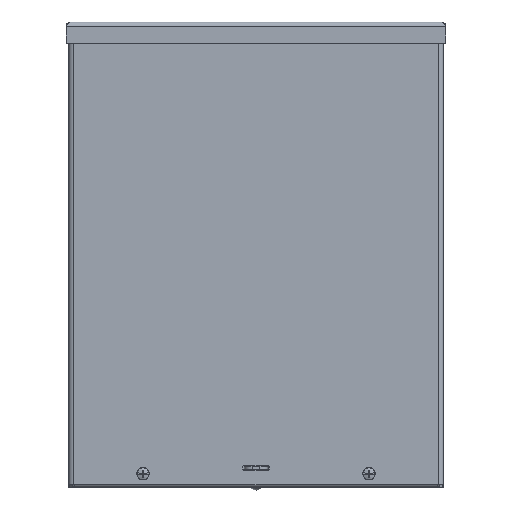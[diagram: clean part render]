
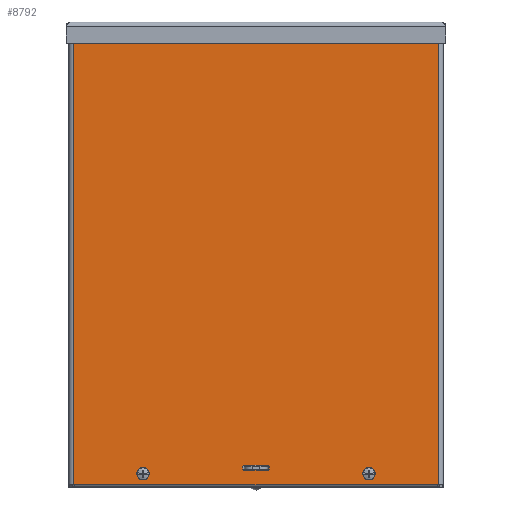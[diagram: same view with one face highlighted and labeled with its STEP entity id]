
A CAD part, top view. The second image highlights one B-rep face of the part: STEP entity #8792.
In plain terms, the highlighted planar face has unit normal (0, 0, 1).
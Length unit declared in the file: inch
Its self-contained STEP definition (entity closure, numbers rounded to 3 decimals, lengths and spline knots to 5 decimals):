
#18 = CARTESIAN_POINT ( 'NONE',  ( -0.39063, -6.94613, 2.19362 ) ) ;
#164 = CIRCLE ( 'NONE', #17966, 0.03125 ) ;
#381 = LINE ( 'NONE', #18551, #5343 ) ;
#680 = ORIENTED_EDGE ( 'NONE', *, *, #11941, .T. ) ;
#708 = VECTOR ( 'NONE', #7475, 39.37008 ) ;
#818 = LINE ( 'NONE', #868, #15714 ) ;
#850 = EDGE_CURVE ( 'NONE', #18532, #14642, #1765, .T. ) ;
#868 = CARTESIAN_POINT ( 'NONE',  ( 6.059, 7.45313, 2.19362 ) ) ;
#952 = EDGE_CURVE ( 'NONE', #9418, #4171, #16197, .T. ) ;
#1072 = VECTOR ( 'NONE', #9982, 39.37008 ) ;
#1078 = VECTOR ( 'NONE', #3967, 39.37008 ) ;
#1159 = ORIENTED_EDGE ( 'NONE', *, *, #6795, .T. ) ;
#1563 = DIRECTION ( 'NONE',  ( 0., 0., 1. ) ) ;
#1712 = FACE_BOUND ( 'NONE', #10015, .T. ) ;
#1765 = CIRCLE ( 'NONE', #15957, 0.03125 ) ;
#1916 = VECTOR ( 'NONE', #17257, 39.37008 ) ;
#1992 = CARTESIAN_POINT ( 'NONE',  ( -3.53125, -7.0625, 2.19362 ) ) ;
#2018 = LINE ( 'NONE', #18676, #1072 ) ;
#2186 = CARTESIAN_POINT ( 'NONE',  ( -3.65625, -7.0625, 2.19362 ) ) ;
#2257 = CARTESIAN_POINT ( 'NONE',  ( -3.65625, 7.09375, 2.19362 ) ) ;
#2291 = VECTOR ( 'NONE', #15105, 39.37008 ) ;
#2475 = EDGE_CURVE ( 'NONE', #10008, #3283, #8390, .T. ) ;
#2545 = ORIENTED_EDGE ( 'NONE', *, *, #2475, .T. ) ;
#2560 = CIRCLE ( 'NONE', #3849, 0.125 ) ;
#2568 = CARTESIAN_POINT ( 'NONE',  ( 3.65625, 7.09375, 2.19362 ) ) ;
#2699 = VERTEX_POINT ( 'NONE', #3729 ) ;
#2777 = ORIENTED_EDGE ( 'NONE', *, *, #8030, .T. ) ;
#3283 = VERTEX_POINT ( 'NONE', #7822 ) ;
#3729 = CARTESIAN_POINT ( 'NONE',  ( 0.42188, -6.91488, 2.19362 ) ) ;
#3735 = EDGE_CURVE ( 'NONE', #12708, #12708, #6052, .T. ) ;
#3752 = CIRCLE ( 'NONE', #15775, 0.03125 ) ;
#3825 = EDGE_CURVE ( 'NONE', #18532, #4171, #381, .T. ) ;
#3849 = AXIS2_PLACEMENT_3D ( 'NONE', #2568, #17130, #7118 ) ;
#3959 = CARTESIAN_POINT ( 'NONE',  ( -0.39063, -6.82113, 2.19362 ) ) ;
#3967 = DIRECTION ( 'NONE',  ( 0., 1., 0. ) ) ;
#4171 = VERTEX_POINT ( 'NONE', #13229 ) ;
#4475 = CARTESIAN_POINT ( 'NONE',  ( -6.059, -7.42188, 2.19362 ) ) ;
#4715 = EDGE_CURVE ( 'NONE', #13172, #10754, #5751, .T. ) ;
#4731 = LINE ( 'NONE', #6771, #1078 ) ;
#5051 = CARTESIAN_POINT ( 'NONE',  ( 0.42188, -3.38713, 2.19362 ) ) ;
#5107 = AXIS2_PLACEMENT_3D ( 'NONE', #14902, #13463, #6316 ) ;
#5263 = DIRECTION ( 'NONE',  ( 0., 0., -1. ) ) ;
#5268 = VERTEX_POINT ( 'NONE', #10477 ) ;
#5326 = FACE_BOUND ( 'NONE', #6461, .T. ) ;
#5343 = VECTOR ( 'NONE', #11300, 39.37008 ) ;
#5513 = CARTESIAN_POINT ( 'NONE',  ( -5.90625, -7.42188, 2.19362 ) ) ;
#5728 = CARTESIAN_POINT ( 'NONE',  ( 0.21094, -6.94613, 2.19362 ) ) ;
#5734 = CARTESIAN_POINT ( 'NONE',  ( 0.39063, -6.82113, 2.19362 ) ) ;
#5745 = EDGE_CURVE ( 'NONE', #14126, #14642, #4731, .T. ) ;
#5751 = LINE ( 'NONE', #5728, #1916 ) ;
#5833 = LINE ( 'NONE', #4475, #8736 ) ;
#5920 = DIRECTION ( 'NONE',  ( 0.707, -0.707, 0. ) ) ;
#5966 = EDGE_CURVE ( 'NONE', #14126, #10754, #164, .T. ) ;
#6052 = CIRCLE ( 'NONE', #17919, 0.125 ) ;
#6316 = DIRECTION ( 'NONE',  ( 1., 0., 0. ) ) ;
#6461 = EDGE_LOOP ( 'NONE', ( #1159 ) ) ;
#6672 = DIRECTION ( 'NONE',  ( 1., 0., 0. ) ) ;
#6750 = CARTESIAN_POINT ( 'NONE',  ( 0.39062, -6.94613, 2.19362 ) ) ;
#6771 = CARTESIAN_POINT ( 'NONE',  ( -0.42188, -3.46525, 2.19362 ) ) ;
#6795 = EDGE_CURVE ( 'NONE', #12936, #12936, #2560, .T. ) ;
#6889 = DIRECTION ( 'NONE',  ( 1., 0., 0. ) ) ;
#7036 = ORIENTED_EDGE ( 'NONE', *, *, #8642, .T. ) ;
#7118 = DIRECTION ( 'NONE',  ( 1., 0., 0. ) ) ;
#7475 = DIRECTION ( 'NONE',  ( 0., 1., 0. ) ) ;
#7530 = ORIENTED_EDGE ( 'NONE', *, *, #10558, .T. ) ;
#7575 = ORIENTED_EDGE ( 'NONE', *, *, #3735, .T. ) ;
#7822 = CARTESIAN_POINT ( 'NONE',  ( 5.90625, 7.45312, 2.19362 ) ) ;
#8008 = ORIENTED_EDGE ( 'NONE', *, *, #12735, .T. ) ;
#8030 = EDGE_CURVE ( 'NONE', #5268, #5268, #14118, .T. ) ;
#8075 = DIRECTION ( 'NONE',  ( -0.707, 0.707, 0. ) ) ;
#8390 = LINE ( 'NONE', #16094, #708 ) ;
#8642 = EDGE_CURVE ( 'NONE', #3283, #9277, #818, .T. ) ;
#8736 = VECTOR ( 'NONE', #14529, 39.37008 ) ;
#8792 = ADVANCED_FACE ( 'NONE', ( #17519, #12747, #17049, #1712, #17744, #5326 ), #11268, .F. ) ;
#9063 = ORIENTED_EDGE ( 'NONE', *, *, #13443, .T. ) ;
#9254 = LINE ( 'NONE', #5051, #2291 ) ;
#9277 = VERTEX_POINT ( 'NONE', #11425 ) ;
#9418 = VERTEX_POINT ( 'NONE', #13302 ) ;
#9511 = CARTESIAN_POINT ( 'NONE',  ( 5.90625, -7.42188, 2.19362 ) ) ;
#9563 = DIRECTION ( 'NONE',  ( -1., 0., 0. ) ) ;
#9982 = DIRECTION ( 'NONE',  ( 0., -1., 0. ) ) ;
#10008 = VERTEX_POINT ( 'NONE', #9511 ) ;
#10015 = EDGE_LOOP ( 'NONE', ( #680, #11689, #17019, #16029, #11572, #14348, #12272, #12915 ) ) ;
#10113 = EDGE_LOOP ( 'NONE', ( #2777 ) ) ;
#10477 = CARTESIAN_POINT ( 'NONE',  ( 3.78125, -7.0625, 2.19362 ) ) ;
#10558 = EDGE_CURVE ( 'NONE', #12651, #10008, #5833, .T. ) ;
#10733 = CIRCLE ( 'NONE', #11491, 0.125 ) ;
#10754 = VERTEX_POINT ( 'NONE', #18 ) ;
#11268 = PLANE ( 'NONE',  #16720 ) ;
#11300 = DIRECTION ( 'NONE',  ( 1., 0., 0. ) ) ;
#11425 = CARTESIAN_POINT ( 'NONE',  ( -5.90625, 7.45312, 2.19362 ) ) ;
#11491 = AXIS2_PLACEMENT_3D ( 'NONE', #2186, #5263, #18067 ) ;
#11572 = ORIENTED_EDGE ( 'NONE', *, *, #5745, .T. ) ;
#11689 = ORIENTED_EDGE ( 'NONE', *, *, #15187, .F. ) ;
#11819 = DIRECTION ( 'NONE',  ( -0.707, -0.707, 0. ) ) ;
#11941 = EDGE_CURVE ( 'NONE', #9418, #2699, #9254, .T. ) ;
#12272 = ORIENTED_EDGE ( 'NONE', *, *, #3825, .T. ) ;
#12651 = VERTEX_POINT ( 'NONE', #5513 ) ;
#12708 = VERTEX_POINT ( 'NONE', #15965 ) ;
#12717 = DIRECTION ( 'NONE',  ( 0.707, 0.707, 0. ) ) ;
#12735 = EDGE_CURVE ( 'NONE', #9277, #12651, #2018, .T. ) ;
#12747 = FACE_BOUND ( 'NONE', #16433, .T. ) ;
#12915 = ORIENTED_EDGE ( 'NONE', *, *, #952, .F. ) ;
#12936 = VERTEX_POINT ( 'NONE', #13194 ) ;
#13172 = VERTEX_POINT ( 'NONE', #6750 ) ;
#13194 = CARTESIAN_POINT ( 'NONE',  ( 3.78125, 7.09375, 2.19362 ) ) ;
#13229 = CARTESIAN_POINT ( 'NONE',  ( 0.39062, -6.78988, 2.19362 ) ) ;
#13267 = CARTESIAN_POINT ( 'NONE',  ( -0.39063, -6.91488, 2.19362 ) ) ;
#13301 = AXIS2_PLACEMENT_3D ( 'NONE', #5734, #18567, #12717 ) ;
#13302 = CARTESIAN_POINT ( 'NONE',  ( 0.42188, -6.82113, 2.19362 ) ) ;
#13308 = CARTESIAN_POINT ( 'NONE',  ( -0.42187, -6.91488, 2.19362 ) ) ;
#13443 = EDGE_CURVE ( 'NONE', #17898, #17898, #10733, .T. ) ;
#13463 = DIRECTION ( 'NONE',  ( 0., 0., -1. ) ) ;
#13770 = DIRECTION ( 'NONE',  ( 0., 0., -1. ) ) ;
#14024 = DIRECTION ( 'NONE',  ( 0., 0., 1. ) ) ;
#14118 = CIRCLE ( 'NONE', #5107, 0.125 ) ;
#14126 = VERTEX_POINT ( 'NONE', #13308 ) ;
#14161 = CARTESIAN_POINT ( 'NONE',  ( 0., 0.01562, 2.19362 ) ) ;
#14348 = ORIENTED_EDGE ( 'NONE', *, *, #850, .F. ) ;
#14529 = DIRECTION ( 'NONE',  ( 1., 0., 0. ) ) ;
#14642 = VERTEX_POINT ( 'NONE', #15513 ) ;
#14766 = DIRECTION ( 'NONE',  ( 0., 0., 1. ) ) ;
#14902 = CARTESIAN_POINT ( 'NONE',  ( 3.65625, -7.0625, 2.19362 ) ) ;
#15105 = DIRECTION ( 'NONE',  ( 0., -1., 0. ) ) ;
#15187 = EDGE_CURVE ( 'NONE', #13172, #2699, #3752, .T. ) ;
#15442 = DIRECTION ( 'NONE',  ( 0., 0., -1. ) ) ;
#15513 = CARTESIAN_POINT ( 'NONE',  ( -0.42187, -6.82113, 2.19362 ) ) ;
#15714 = VECTOR ( 'NONE', #9563, 39.37008 ) ;
#15775 = AXIS2_PLACEMENT_3D ( 'NONE', #17261, #1563, #5920 ) ;
#15780 = CARTESIAN_POINT ( 'NONE',  ( -0.39063, -6.78988, 2.19362 ) ) ;
#15957 = AXIS2_PLACEMENT_3D ( 'NONE', #3959, #14024, #8075 ) ;
#15965 = CARTESIAN_POINT ( 'NONE',  ( -3.53125, 7.09375, 2.19362 ) ) ;
#16029 = ORIENTED_EDGE ( 'NONE', *, *, #5966, .F. ) ;
#16094 = CARTESIAN_POINT ( 'NONE',  ( 5.90625, -3.70313, 2.19362 ) ) ;
#16197 = CIRCLE ( 'NONE', #13301, 0.03125 ) ;
#16433 = EDGE_LOOP ( 'NONE', ( #9063 ) ) ;
#16621 = EDGE_LOOP ( 'NONE', ( #7575 ) ) ;
#16720 = AXIS2_PLACEMENT_3D ( 'NONE', #14161, #15442, #6889 ) ;
#17019 = ORIENTED_EDGE ( 'NONE', *, *, #4715, .T. ) ;
#17049 = FACE_BOUND ( 'NONE', #16621, .T. ) ;
#17130 = DIRECTION ( 'NONE',  ( 0., 0., -1. ) ) ;
#17257 = DIRECTION ( 'NONE',  ( -1., 0., 0. ) ) ;
#17261 = CARTESIAN_POINT ( 'NONE',  ( 0.39063, -6.91488, 2.19362 ) ) ;
#17519 = FACE_OUTER_BOUND ( 'NONE', #18544, .T. ) ;
#17744 = FACE_BOUND ( 'NONE', #10113, .T. ) ;
#17898 = VERTEX_POINT ( 'NONE', #1992 ) ;
#17919 = AXIS2_PLACEMENT_3D ( 'NONE', #2257, #13770, #6672 ) ;
#17966 = AXIS2_PLACEMENT_3D ( 'NONE', #13267, #14766, #11819 ) ;
#18067 = DIRECTION ( 'NONE',  ( 1., 0., 0. ) ) ;
#18532 = VERTEX_POINT ( 'NONE', #15780 ) ;
#18544 = EDGE_LOOP ( 'NONE', ( #2545, #7036, #8008, #7530 ) ) ;
#18551 = CARTESIAN_POINT ( 'NONE',  ( -0.21094, -6.78988, 2.19362 ) ) ;
#18567 = DIRECTION ( 'NONE',  ( 0., 0., 1. ) ) ;
#18676 = CARTESIAN_POINT ( 'NONE',  ( -5.90625, 3.73438, 2.19362 ) ) ;
